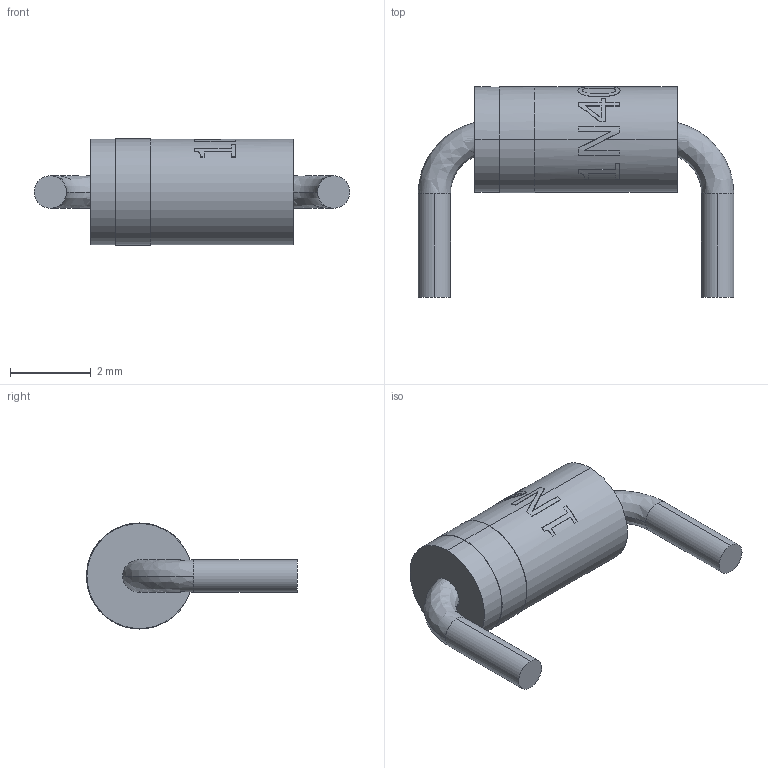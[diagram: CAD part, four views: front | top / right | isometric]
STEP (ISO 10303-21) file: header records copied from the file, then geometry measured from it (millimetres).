
FILE_DESCRIPTION (( 'STEP AP214' ), '1' );
FILE_NAME ('User Library-Diode 1N4004 x7mm (pcb).STEP', '2019-12-27T20:34:49', ( '' ), ( '' ), 'SwSTEP 2.0', 'SolidWorks 2019', '' );
FILE_SCHEMA (( 'AUTOMOTIVE_DESIGN' ));
Length unit declared in the file: millimetre
Products named in the file (1): User Library-Diode 1N4004 x7mm (pcb)
Bounding box: 7.8 x 5.21 x 2.62 mm (x, y, z)
Volume: 31 mm3; surface area: 73.8 mm2
Topology: 1 solids, 1 shells, 103 faces, 266 edges, 177 vertices
Faces by surface type: plane 48, bspline 35, cylinder 20
Entity records: 12589 total; most frequent: CARTESIAN_POINT 9070, ORIENTED_EDGE 532, DIRECTION 408, EDGE_CURVE 266, VERTEX_POINT 177, AXIS2_PLACEMENT_3D 141, VECTOR 126, LINE 126
